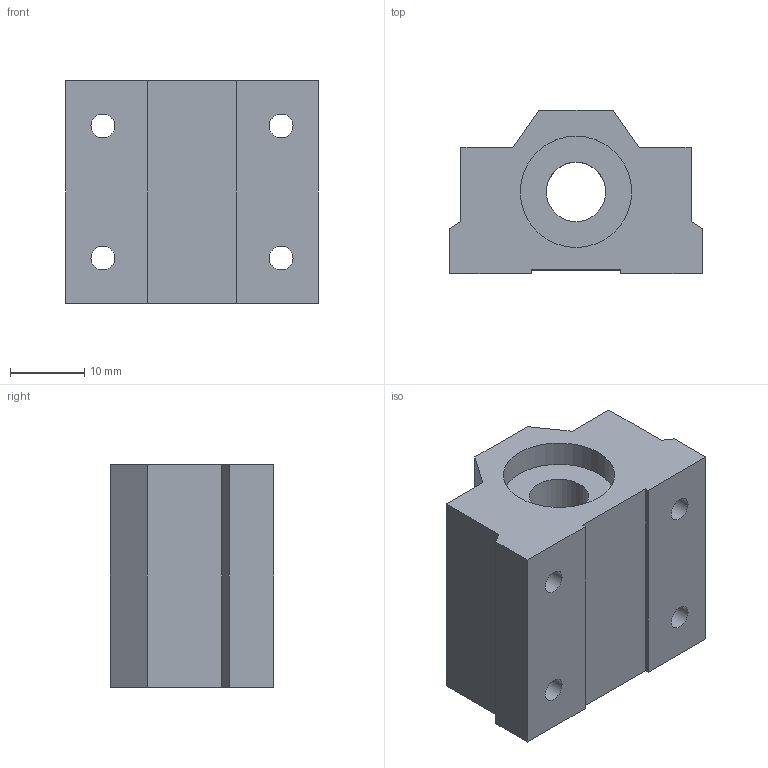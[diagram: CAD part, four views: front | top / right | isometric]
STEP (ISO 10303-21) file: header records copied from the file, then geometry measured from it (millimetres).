
FILE_DESCRIPTION(/* description */ (''),/* implementation_level */ '2;1');
FILE_NAME(/* name */ '8mm Mil Araba Step v1.stp',/* time_stamp */ '2024-05-05T11:34:00+02:00',/* author */ (''),/* organization */ (''),/* preprocessor_version */ 'ST-DEVELOPER v20',/* originating_system */ 'Autodesk Translation Framework v12.20.1.177',/* authorisation */ '');
FILE_SCHEMA (('AUTOMOTIVE_DESIGN { 1 0 10303 214 3 1 1 }'));
Length unit declared in the file: millimetre
Products named in the file (1): 8mm Mil Araba - Step
Bounding box: 34 x 22 x 30 mm (x, y, z)
Volume: 15300 mm3; surface area: 5847 mm2
Topology: 1 solids, 1 shells, 27 faces, 69 edges, 46 vertices
Faces by surface type: plane 20, cylinder 7
Full cylindrical faces by diameter (mm): 3.2 x4, 8 x1, 15 x2
Entity records: 887 total; most frequent: CARTESIAN_POINT 143, DIRECTION 139, ORIENTED_EDGE 138, EDGE_CURVE 69, LINE 55, VECTOR 55, VERTEX_POINT 46, AXIS2_PLACEMENT_3D 42
